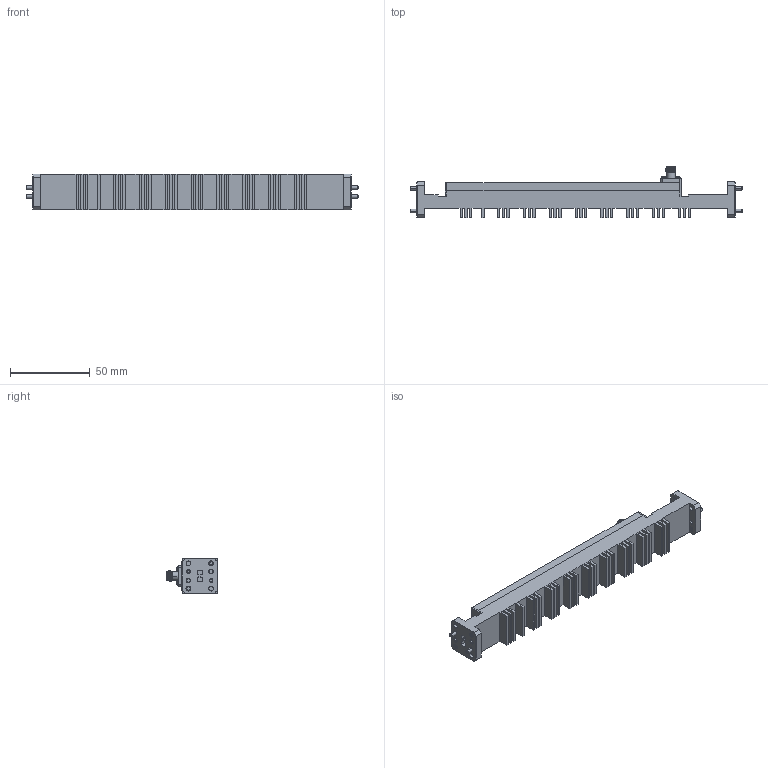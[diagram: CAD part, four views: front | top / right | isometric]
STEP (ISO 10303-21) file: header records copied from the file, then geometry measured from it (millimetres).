
FILE_DESCRIPTION (( 'STEP AP214' ), '1' );
FILE_NAME ('FMWRD180CP01-40_3D.step', '2023-06-01T15:06:13', ( '' ), ( '' ), 'SwSTEP 2.0', 'SolidWorks 2022', '' );
FILE_SCHEMA (( 'AUTOMOTIVE_DESIGN' ));
Length unit declared in the file: inch
Products named in the file (1): FMWRD180CP01-40_3D
Bounding box: 208.6 x 32.52 x 22.4 mm (x, y, z)
Volume: 71547.3 mm3; surface area: 27051.1 mm2
Topology: 1 solids, 6 shells, 1395 faces, 3754 edges, 2467 vertices
Faces by surface type: plane 658, cylinder 396, cone 232, bspline 87, torus 18, sphere 4
Entity records: 70517 total; most frequent: CARTESIAN_POINT 37849, ORIENTED_EDGE 7500, DIRECTION 6019, EDGE_CURVE 3750, VERTEX_POINT 2467, AXIS2_PLACEMENT_3D 2171, VECTOR 1677, LINE 1677
